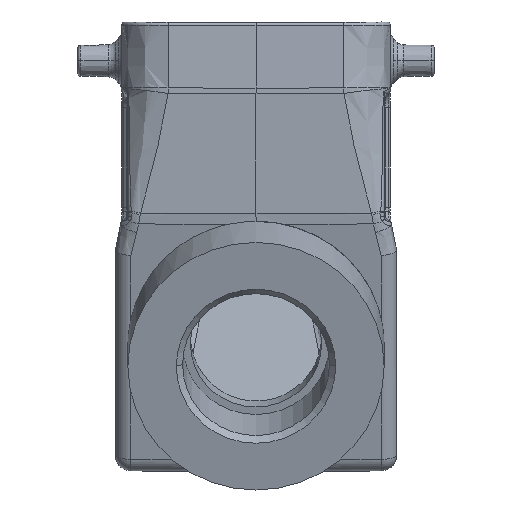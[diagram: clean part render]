
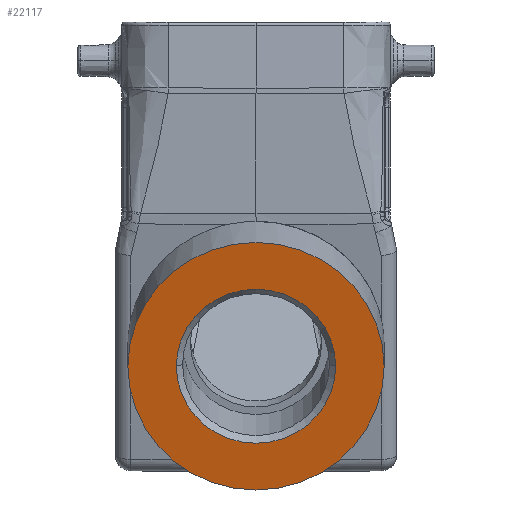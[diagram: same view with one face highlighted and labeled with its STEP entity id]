
A CAD part, left-side view. The second image highlights one B-rep face of the part: STEP entity #22117.
In plain terms, the highlighted planar face has unit normal (-0.966, 0, -0.259).
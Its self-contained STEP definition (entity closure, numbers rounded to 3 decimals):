
#5372=CARTESIAN_POINT('',(-41.947,0.,-55.08));
#5373=DIRECTION('',(-0.966,0.,-0.259));
#5374=DIRECTION('',(0.,1.,0.));
#5375=AXIS2_PLACEMENT_3D('',#5372,#5373,#5374);
#5377=CARTESIAN_POINT('',(-41.947,0.,-55.08));
#5378=DIRECTION('',(-0.966,0.,-0.259));
#5379=DIRECTION('',(0.,-1.,0.));
#5380=AXIS2_PLACEMENT_3D('',#5377,#5378,#5379);
#5382=CARTESIAN_POINT('',(-41.947,0.,
-55.08));
#5383=DIRECTION('',(0.966,0.,0.259));
#5384=DIRECTION('',(0.,1.,0.));
#5385=AXIS2_PLACEMENT_3D('',#5382,#5383,#5384);
#5387=CARTESIAN_POINT('',(-41.947,0.,
-55.08));
#5388=DIRECTION('',(0.966,0.,0.259));
#5389=DIRECTION('',(0.,-1.,0.));
#5390=AXIS2_PLACEMENT_3D('',#5387,#5388,#5389);
#10878=CARTESIAN_POINT('',(-41.947,20.5,-55.08));
#10879=CARTESIAN_POINT('',(-41.947,-20.5,-55.08));
#10880=VERTEX_POINT('',#10878);
#10881=VERTEX_POINT('',#10879);
#10911=CARTESIAN_POINT('',(-41.947,12.75,-55.08));
#10912=CARTESIAN_POINT('',(-41.947,-12.75,-55.08));
#10913=VERTEX_POINT('',#10911);
#10914=VERTEX_POINT('',#10912);
#22102=CARTESIAN_POINT('',(-52.907,0.,-14.176));
#22103=DIRECTION('',(-0.966,0.,-0.259));
#22104=DIRECTION('',(0.,1.,0.));
#22105=AXIS2_PLACEMENT_3D('',#22102,#22103,#22104);
#22106=PLANE('',#22105);
#22107=ORIENTED_EDGE('',*,*,#11918,.F.);
#22108=ORIENTED_EDGE('',*,*,#11943,.F.);
#22109=EDGE_LOOP('',(#22107,#22108));
#22110=FACE_OUTER_BOUND('',#22109,.F.);
#22112=ORIENTED_EDGE('',*,*,#22111,.F.);
#22114=ORIENTED_EDGE('',*,*,#22113,.F.);
#22115=EDGE_LOOP('',(#22112,#22114));
#22116=FACE_BOUND('',#22115,.F.);
#22117=ADVANCED_FACE('',(#22110,#22116),#22106,.T.);
#5376=CIRCLE('',#5375,20.5);
#5381=CIRCLE('',#5380,20.5);
#5386=CIRCLE('',#5385,12.75);
#5391=CIRCLE('',#5390,12.75);
#11918=EDGE_CURVE('',#10880,#10881,#5376,.T.);
#11943=EDGE_CURVE('',#10881,#10880,#5381,.T.);
#22111=EDGE_CURVE('',#10913,#10914,#5386,.T.);
#22113=EDGE_CURVE('',#10914,#10913,#5391,.T.);
